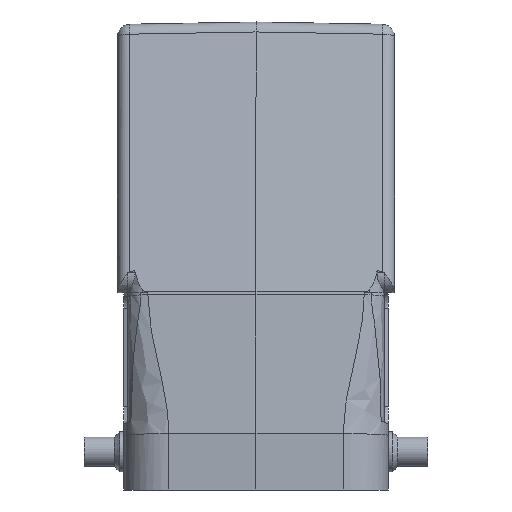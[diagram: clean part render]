
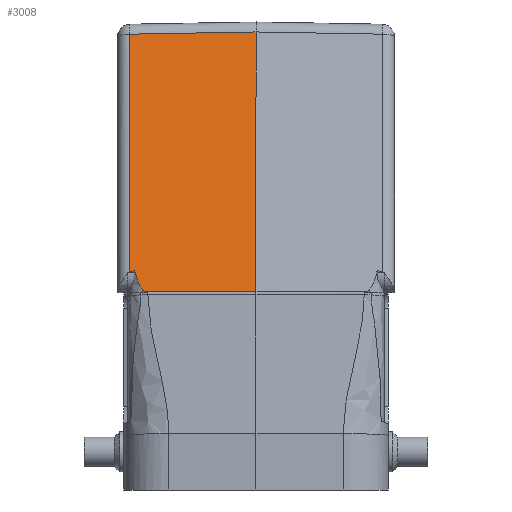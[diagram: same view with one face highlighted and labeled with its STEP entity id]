
A CAD part, left-side view. The second image highlights one B-rep face of the part: STEP entity #3008.
In plain terms, the highlighted planar face has unit normal (-0.982, 0.018, 0.191).
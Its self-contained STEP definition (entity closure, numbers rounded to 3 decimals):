
#1878=B_SPLINE_CURVE_WITH_KNOTS('',3,(#9566,#9567,#9568,#9569,#9570,#9571),
 .UNSPECIFIED.,.F.,.F.,(4,2,4),(0.,0.5,1.),.UNSPECIFIED.);
#1879=B_SPLINE_CURVE_WITH_KNOTS('',3,(#9573,#9574,#9575,#9576),
 .UNSPECIFIED.,.F.,.F.,(4,4),(0.,1.),.UNSPECIFIED.);
#2224=LINE('',#9431,#2659);
#2247=LINE('',#9557,#2682);
#2248=LINE('',#9560,#2683);
#2249=LINE('',#9562,#2684);
#2250=LINE('',#9564,#2685);
#2251=LINE('',#9577,#2686);
#2252=LINE('',#9579,#2687);
#2659=VECTOR('',#7797,1.);
#2682=VECTOR('',#7872,1.);
#2683=VECTOR('',#7873,1.);
#2684=VECTOR('',#7874,1.);
#2685=VECTOR('',#7875,1.);
#2686=VECTOR('',#7876,1.);
#2687=VECTOR('',#7877,1.);
#3008=ADVANCED_FACE('',(#3454),#3288,.T.);
#3288=PLANE('',#7172);
#3454=FACE_OUTER_BOUND('',#3736,.T.);
#3736=EDGE_LOOP('',(#4330,#4331,#4332,#4333,#4334,#4335,#4336,#4337,#4338));
#4330=ORIENTED_EDGE('',*,*,#6201,.T.);
#4331=ORIENTED_EDGE('',*,*,#6202,.T.);
#4332=ORIENTED_EDGE('',*,*,#6203,.T.);
#4333=ORIENTED_EDGE('',*,*,#6204,.T.);
#4334=ORIENTED_EDGE('',*,*,#6205,.T.);
#4335=ORIENTED_EDGE('',*,*,#6206,.T.);
#4336=ORIENTED_EDGE('',*,*,#6157,.T.);
#4337=ORIENTED_EDGE('',*,*,#6207,.F.);
#4338=ORIENTED_EDGE('',*,*,#6208,.T.);
#5666=VERTEX_POINT('',#9432);
#5667=VERTEX_POINT('',#9433);
#5694=VERTEX_POINT('',#9558);
#5695=VERTEX_POINT('',#9559);
#5696=VERTEX_POINT('',#9561);
#5697=VERTEX_POINT('',#9563);
#5698=VERTEX_POINT('',#9565);
#5699=VERTEX_POINT('',#9572);
#5700=VERTEX_POINT('',#9578);
#6157=EDGE_CURVE('',#5666,#5667,#2224,.T.);
#6201=EDGE_CURVE('',#5694,#5695,#2247,.T.);
#6202=EDGE_CURVE('',#5695,#5696,#2248,.T.);
#6203=EDGE_CURVE('',#5696,#5697,#2249,.T.);
#6204=EDGE_CURVE('',#5697,#5698,#2250,.T.);
#6205=EDGE_CURVE('',#5698,#5699,#1878,.T.);
#6206=EDGE_CURVE('',#5699,#5666,#1879,.T.);
#6207=EDGE_CURVE('',#5700,#5667,#2251,.T.);
#6208=EDGE_CURVE('',#5700,#5694,#2252,.T.);
#7172=AXIS2_PLACEMENT_3D('',#9580,#7878,#7879);
#7797=DIRECTION('',(-0.017,-1.,0.003));
#7872=DIRECTION('',(-0.191,0.,-0.982));
#7873=DIRECTION('',(0.013,-0.987,0.159));
#7874=DIRECTION('',(0.013,-0.987,0.159));
#7875=DIRECTION('',(0.013,-0.987,0.159));
#7876=DIRECTION('',(-0.191,0.,-0.982));
#7877=DIRECTION('',(0.014,1.,-0.017));
#7878=DIRECTION('',(-0.981,0.017,0.191));
#7879=DIRECTION('',(0.191,0.,0.982));
#9431=CARTESIAN_POINT('',(-44.945,0.,23.134));
#9432=CARTESIAN_POINT('',(-44.634,18.113,23.074));
#9433=CARTESIAN_POINT('',(-44.945,0.,23.134));
#9557=CARTESIAN_POINT('',(-44.593,20.535,23.065));
#9558=CARTESIAN_POINT('',(-36.466,20.535,64.873));
#9559=CARTESIAN_POINT('',(-43.962,20.535,26.31));
#9560=CARTESIAN_POINT('',(-43.698,1.035,29.453));
#9561=CARTESIAN_POINT('',(-43.951,19.723,26.441));
#9562=CARTESIAN_POINT('',(-43.698,1.035,29.453));
#9563=CARTESIAN_POINT('',(-43.951,19.72,26.441));
#9564=CARTESIAN_POINT('',(-43.541,-10.551,31.32));
#9565=CARTESIAN_POINT('',(-43.951,19.698,26.445));
#9566=CARTESIAN_POINT('',(-43.951,19.698,26.445));
#9567=CARTESIAN_POINT('',(-44.062,19.563,25.886));
#9568=CARTESIAN_POINT('',(-44.173,19.409,25.331));
#9569=CARTESIAN_POINT('',(-44.39,19.,24.25));
#9570=CARTESIAN_POINT('',(-44.497,18.772,23.723));
#9571=CARTESIAN_POINT('',(-44.587,18.363,23.293));
#9572=CARTESIAN_POINT('',(-44.587,18.363,23.293));
#9573=CARTESIAN_POINT('',(-44.587,18.363,23.293));
#9574=CARTESIAN_POINT('',(-44.604,18.286,23.213));
#9575=CARTESIAN_POINT('',(-44.62,18.203,23.138));
#9576=CARTESIAN_POINT('',(-44.634,18.113,23.074));
#9577=CARTESIAN_POINT('',(-44.945,0.,23.134));
#9578=CARTESIAN_POINT('',(-36.762,0.,65.232));
#9579=CARTESIAN_POINT('',(-36.753,0.617,65.221));
#9580=CARTESIAN_POINT('',(-44.945,0.,23.134));
